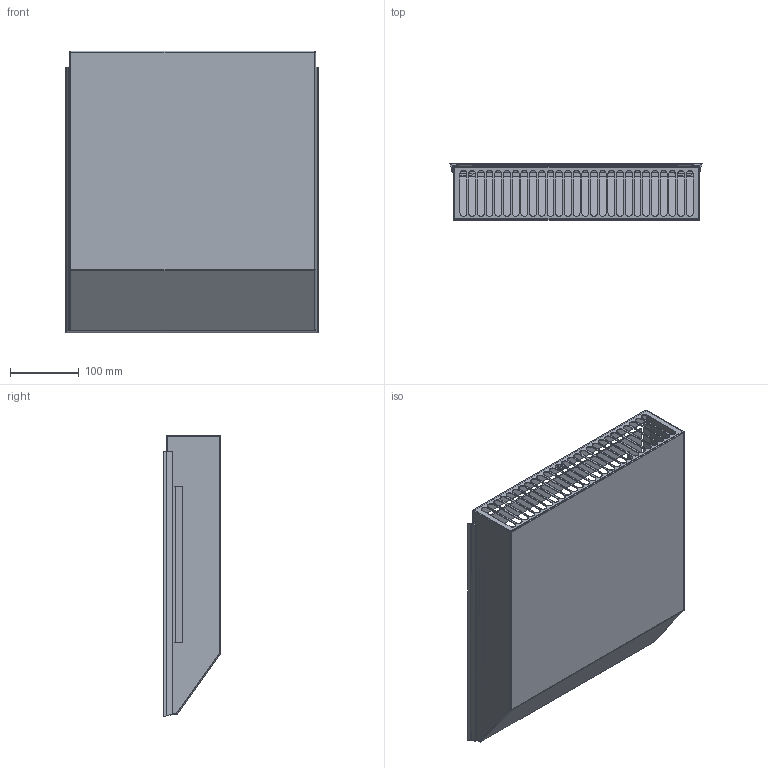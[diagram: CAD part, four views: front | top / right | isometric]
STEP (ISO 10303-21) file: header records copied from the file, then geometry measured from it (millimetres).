
FILE_DESCRIPTION(/* description */ (''),/* implementation_level */ '2;1');
FILE_NAME(/* name */ '086730-00.stp',/* time_stamp */ '2017-12-14T15:39:48-05:00',/* author */ ('K.Hoffman'),/* organization */ (''),/* preprocessor_version */ 'ST-DEVELOPER v16.13',/* originating_system */ 'Autodesk Inventor 2018',/* authorisation */ '');
FILE_SCHEMA (('AUTOMOTIVE_DESIGN { 1 0 10303 214 3 1 1 }'));
Length unit declared in the file: inch
Products named in the file (9): 086720-00; 086720-004; 086720-003; GASKET; 086720-003_1; 086720-001; 086720-005; 086720-006; 086720-007
Assembly tree (8 placements, depth 3):
  086720-00
    086720-004
    086720-003
    GASKET
      086720-003_1
      086720-001
    086720-005
    086720-006
    086720-007
Bounding box: 368.3 x 82.57 x 411.31 mm (x, y, z)
Volume: 378262.9 mm3; surface area: 651570.5 mm2
Topology: 10 solids, 10 shells, 421 faces, 1082 edges, 678 vertices
Faces by surface type: plane 293, cylinder 112, sphere 12, cone 4
Full cylindrical faces by diameter (mm): 4.978 x1, 5.207 x6, 8.763 x2
Entity records: 13024 total; most frequent: CARTESIAN_POINT 2185, DIRECTION 2181, ORIENTED_EDGE 2138, EDGE_CURVE 1069, LINE 833, VECTOR 833, VERTEX_POINT 678, AXIS2_PLACEMENT_3D 674
